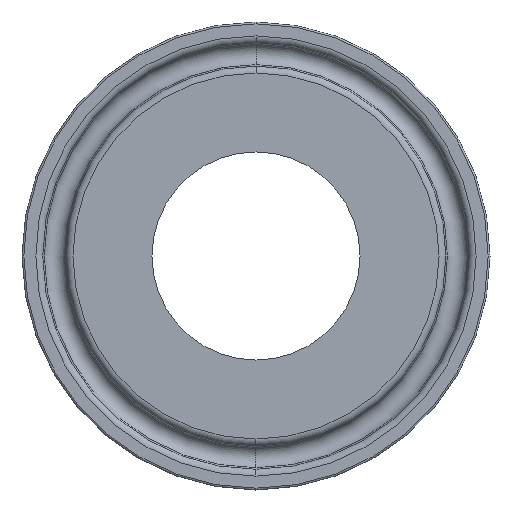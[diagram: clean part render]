
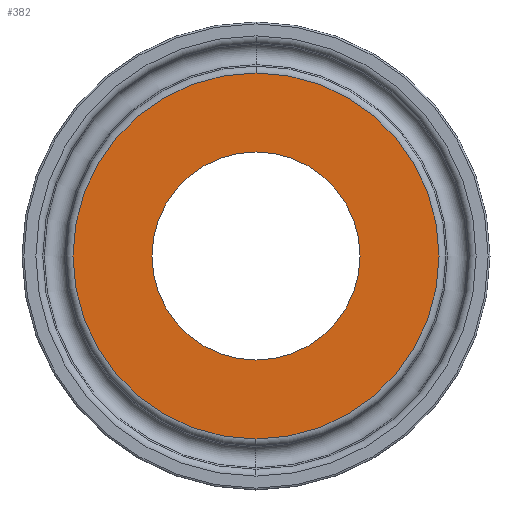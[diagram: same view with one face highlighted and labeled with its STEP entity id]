
A CAD part, left-side view. The second image highlights one B-rep face of the part: STEP entity #382.
In plain terms, the highlighted planar face has unit normal (-1, 0, 0).
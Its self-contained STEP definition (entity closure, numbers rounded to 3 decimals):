
#34 = DIRECTION ( 'NONE',  ( -1., 0., 0. ) ) ;
#43 = CIRCLE ( 'NONE', #609, 19.747 ) ;
#102 = DIRECTION ( 'NONE',  ( -1., 0., 0. ) ) ;
#113 = CARTESIAN_POINT ( 'NONE',  ( 0., 0., 19.747 ) ) ;
#120 = AXIS2_PLACEMENT_3D ( 'NONE', #634, #508, #395 ) ;
#188 = VERTEX_POINT ( 'NONE', #381 ) ;
#191 = ORIENTED_EDGE ( 'NONE', *, *, #561, .F. ) ;
#225 = EDGE_CURVE ( 'NONE', #364, #374, #490, .T. ) ;
#246 = EDGE_CURVE ( 'NONE', #188, #524, #522, .T. ) ;
#257 = DIRECTION ( 'NONE',  ( 0., 0., 1. ) ) ;
#259 = AXIS2_PLACEMENT_3D ( 'NONE', #558, #34, #257 ) ;
#268 = CARTESIAN_POINT ( 'NONE',  ( 0., 0., 0. ) ) ;
#275 = FACE_OUTER_BOUND ( 'NONE', #354, .T. ) ;
#305 = EDGE_LOOP ( 'NONE', ( #405, #191 ) ) ;
#332 = DIRECTION ( 'NONE',  ( 0., 0., 1. ) ) ;
#335 = CARTESIAN_POINT ( 'NONE',  ( 0., 0., 0. ) ) ;
#353 = AXIS2_PLACEMENT_3D ( 'NONE', #335, #102, #332 ) ;
#354 = EDGE_LOOP ( 'NONE', ( #584, #420 ) ) ;
#360 = DIRECTION ( 'NONE',  ( 0., 0., 1. ) ) ;
#364 = VERTEX_POINT ( 'NONE', #113 ) ;
#374 = VERTEX_POINT ( 'NONE', #746 ) ;
#381 = CARTESIAN_POINT ( 'NONE',  ( 0., 0., 11.225 ) ) ;
#382 = ADVANCED_FACE ( 'NONE', ( #448, #275 ), #393, .F. ) ;
#393 = PLANE ( 'NONE',  #120 ) ;
#395 = DIRECTION ( 'NONE',  ( 0., 0., -1. ) ) ;
#405 = ORIENTED_EDGE ( 'NONE', *, *, #246, .F. ) ;
#415 = CARTESIAN_POINT ( 'NONE',  ( 0., 0., 0. ) ) ;
#420 = ORIENTED_EDGE ( 'NONE', *, *, #707, .T. ) ;
#448 = FACE_BOUND ( 'NONE', #305, .T. ) ;
#490 = CIRCLE ( 'NONE', #259, 19.747 ) ;
#504 = DIRECTION ( 'NONE',  ( 0., 0., 1. ) ) ;
#508 = DIRECTION ( 'NONE',  ( 1., 0., 0. ) ) ;
#522 = CIRCLE ( 'NONE', #353, 11.225 ) ;
#524 = VERTEX_POINT ( 'NONE', #687 ) ;
#558 = CARTESIAN_POINT ( 'NONE',  ( 0., 0., 0. ) ) ;
#561 = EDGE_CURVE ( 'NONE', #524, #188, #667, .T. ) ;
#583 = AXIS2_PLACEMENT_3D ( 'NONE', #268, #745, #504 ) ;
#584 = ORIENTED_EDGE ( 'NONE', *, *, #225, .T. ) ;
#609 = AXIS2_PLACEMENT_3D ( 'NONE', #415, #650, #360 ) ;
#634 = CARTESIAN_POINT ( 'NONE',  ( 0., 19.747, 0. ) ) ;
#650 = DIRECTION ( 'NONE',  ( -1., 0., 0. ) ) ;
#667 = CIRCLE ( 'NONE', #583, 11.225 ) ;
#687 = CARTESIAN_POINT ( 'NONE',  ( 0., 0., -11.225 ) ) ;
#707 = EDGE_CURVE ( 'NONE', #374, #364, #43, .T. ) ;
#745 = DIRECTION ( 'NONE',  ( -1., 0., 0. ) ) ;
#746 = CARTESIAN_POINT ( 'NONE',  ( 0., 0., -19.747 ) ) ;
